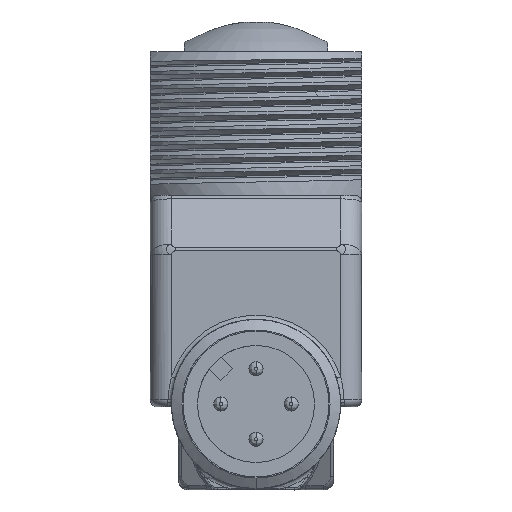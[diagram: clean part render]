
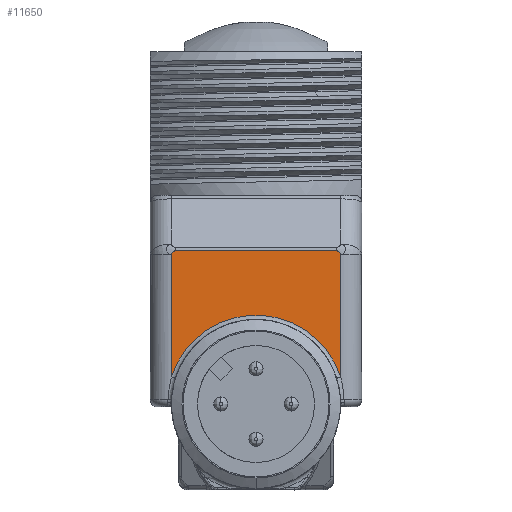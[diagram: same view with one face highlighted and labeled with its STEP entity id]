
A CAD part, front view. The second image highlights one B-rep face of the part: STEP entity #11650.
In plain terms, the highlighted planar face has unit normal (0, -1, 0).
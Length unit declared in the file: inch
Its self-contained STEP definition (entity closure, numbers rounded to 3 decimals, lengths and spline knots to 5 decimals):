
#530=DIRECTION('',(0.,0.,-1.));
#531=VECTOR('',#530,0.34162);
#532=CARTESIAN_POINT('',(-0.23622,-0.67913,
0.13772));
#533=LINE('',#532,#531);
#543=CARTESIAN_POINT('',(-0.23622,-0.67913,
0.13772));
#544=CARTESIAN_POINT('',(-0.23608,-0.67913,
0.14281));
#545=CARTESIAN_POINT('',(-0.23076,-0.67913,
0.14827));
#546=CARTESIAN_POINT('',(-0.22567,-0.67913,
0.14827));
#548=CARTESIAN_POINT('',(0.23622,-0.67913,
0.13772));
#549=CARTESIAN_POINT('',(0.23608,-0.67913,
0.14281));
#550=CARTESIAN_POINT('',(0.23076,-0.67913,
0.14827));
#551=CARTESIAN_POINT('',(0.22567,-0.67913,
0.14827));
#557=DIRECTION('',(0.,0.,1.));
#558=VECTOR('',#557,0.34162);
#559=CARTESIAN_POINT('',(0.23622,-0.67913,
-0.2039));
#560=LINE('',#559,#558);
#3992=CARTESIAN_POINT('',(-0.23622,-0.67913,
-0.2039));
#4012=CARTESIAN_POINT('',(0.,-0.67913,-0.27953));
#4013=DIRECTION('',(0.,-1.,0.));
#4014=DIRECTION('',(0.952,0.,0.305));
#4015=AXIS2_PLACEMENT_3D('',#4012,#4013,#4014);
#9862=DIRECTION('',(-1.,0.,0.));
#9863=VECTOR('',#9862,0.45134);
#9864=CARTESIAN_POINT('',(0.22567,-0.67913,
0.14827));
#9865=LINE('',#9864,#9863);
#10335=VERTEX_POINT('',#548);
#10336=VERTEX_POINT('',#551);
#10342=CARTESIAN_POINT('',(-0.22567,-0.67913,
0.14827));
#10343=VERTEX_POINT('',#10342);
#10344=VERTEX_POINT('',#543);
#11104=VERTEX_POINT('',#3992);
#11108=CARTESIAN_POINT('',(0.23622,-0.67913,
-0.2039));
#11109=VERTEX_POINT('',#11108);
#11632=CARTESIAN_POINT('',(-0.29528,-0.67913,0.));
#11633=DIRECTION('',(0.,-1.,0.));
#11634=DIRECTION('',(1.,0.,0.));
#11635=AXIS2_PLACEMENT_3D('',#11632,#11633,#11634);
#11636=PLANE('',#11635);
#11638=ORIENTED_EDGE('',*,*,#11637,.F.);
#11640=ORIENTED_EDGE('',*,*,#11639,.T.);
#11641=ORIENTED_EDGE('',*,*,#11620,.F.);
#11643=ORIENTED_EDGE('',*,*,#11642,.T.);
#11645=ORIENTED_EDGE('',*,*,#11644,.F.);
#11647=ORIENTED_EDGE('',*,*,#11646,.F.);
#11648=EDGE_LOOP('',(#11638,#11640,#11641,#11643,#11645,#11647));
#11649=FACE_OUTER_BOUND('',#11648,.F.);
#11650=ADVANCED_FACE('',(#11649),#11636,.T.);
#547=B_SPLINE_CURVE_WITH_KNOTS('',3,(#543,#544,#545,#546),.UNSPECIFIED.,.F.,.F.,
(4,4),(0.,1.),.UNSPECIFIED.);
#552=B_SPLINE_CURVE_WITH_KNOTS('',3,(#548,#549,#550,#551),.UNSPECIFIED.,.F.,.F.,
(4,4),(0.,1.),.UNSPECIFIED.);
#4016=CIRCLE('',#4015,0.24803);
#11620=EDGE_CURVE('',#10344,#11104,#533,.T.);
#11637=EDGE_CURVE('',#11109,#10335,#560,.T.);
#11639=EDGE_CURVE('',#11109,#11104,#4016,.T.);
#11642=EDGE_CURVE('',#10344,#10343,#547,.T.);
#11644=EDGE_CURVE('',#10336,#10343,#9865,.T.);
#11646=EDGE_CURVE('',#10335,#10336,#552,.T.);
